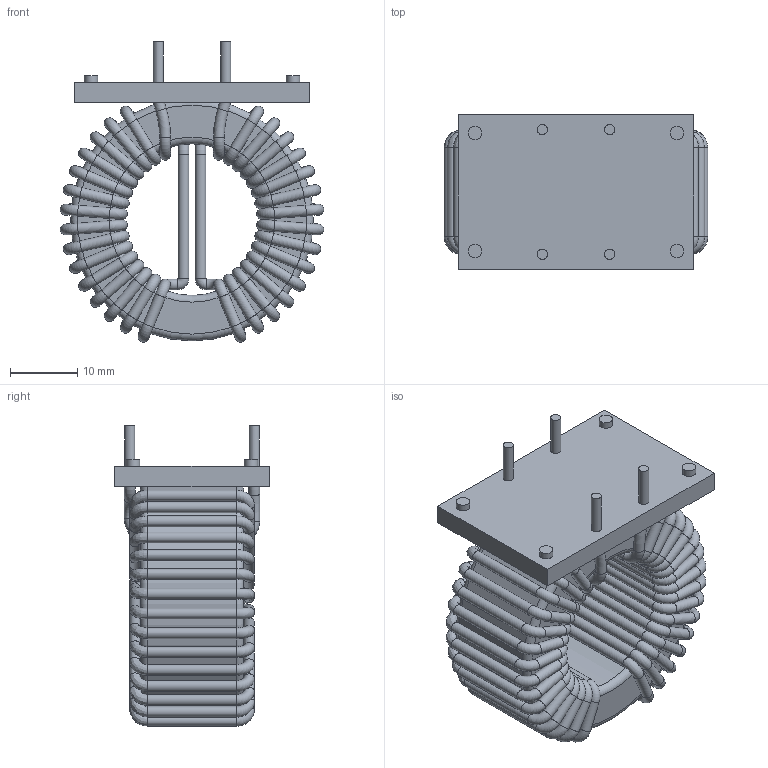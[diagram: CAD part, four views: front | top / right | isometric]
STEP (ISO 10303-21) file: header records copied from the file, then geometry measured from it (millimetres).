
FILE_DESCRIPTION( ( 'Unknown' ), '1' );
FILE_NAME( '744826xxx.stp', 'Unknown', ( 'Unknown' ), ( 'Unknown' ), 'XStep 1.0', 'Unknown', ' ' );
FILE_SCHEMA( ( 'automotive_design' ) );
Length unit declared in the file: millimetre
Products named in the file (2): 1; 2
Bounding box: 39.12 x 23 x 44.59 mm (x, y, z)
Volume: 14766.4 mm3; surface area: 13879.1 mm2
Topology: 2 solids, 2 shells, 325 faces, 666 edges, 358 vertices
Faces by surface type: cylinder 142, torus 82, bspline 60, plane 41
Full cylindrical faces by diameter (mm): 1.5 x8, 1.6 x124, 2 x4, 22.5 x1, 36 x1
Entity records: 24129 total; most frequent: CARTESIAN_POINT 15943, DIRECTION 1218, ORIENTED_EDGE 752, EDGE_LOOP 624, FACE_OUTER_BOUND 605, AXIS2_PLACEMENT_3D 575, EDGE_CURVE 376, VERTEX_POINT 348
